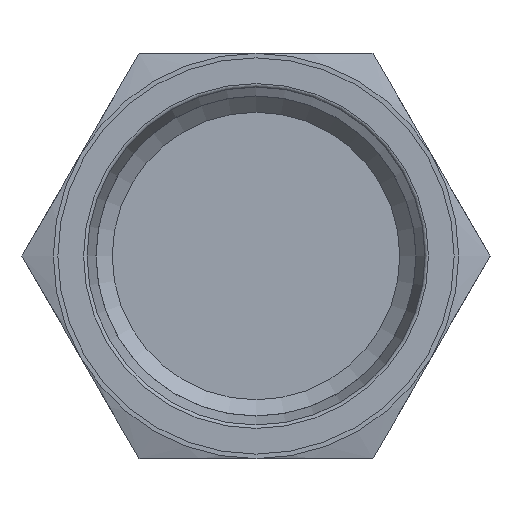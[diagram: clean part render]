
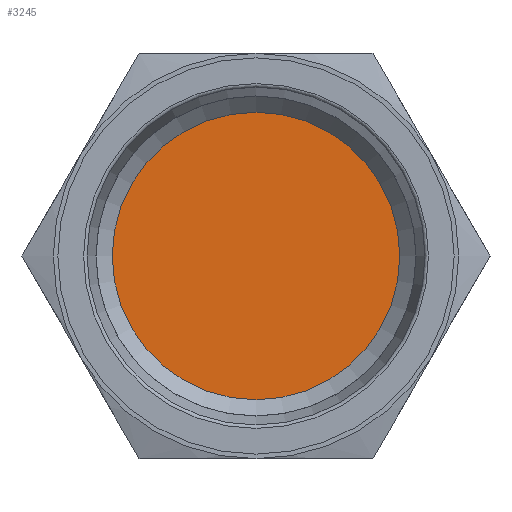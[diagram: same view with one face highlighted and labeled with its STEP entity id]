
A CAD part, left-side view. The second image highlights one B-rep face of the part: STEP entity #3245.
In plain terms, the highlighted planar face has unit normal (-1, 0, 0).
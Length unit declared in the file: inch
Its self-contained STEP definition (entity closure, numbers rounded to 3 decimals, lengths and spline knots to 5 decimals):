
#3162=CARTESIAN_POINT('',(0.9,0.0,0.399));
#3163=VERTEX_POINT('',#3162);
#3164=CARTESIAN_POINT('',(0.9,0.0,0.0));
#3165=DIRECTION('',(-1.0,0.0,0.0));
#3166=DIRECTION('',(0.0,0.0,1.0));
#3167=AXIS2_PLACEMENT_3D('',#3164,#3165,#3166);
#3168=CIRCLE('',#3167,0.399);
#3169=EDGE_CURVE('',#3163,#3163,#3168,.T.);
#3237=CARTESIAN_POINT('',(0.9,0.399,0.0));
#3238=DIRECTION('',(1.0,0.0,0.0));
#3239=DIRECTION('',(0.0,0.0,-1.0));
#3240=AXIS2_PLACEMENT_3D('',#3237,#3238,#3239);
#3241=PLANE('',#3240);
#3242=ORIENTED_EDGE('',*,*,#3169,.T.);
#3243=EDGE_LOOP('',(#3242));
#3244=FACE_OUTER_BOUND('',#3243,.T.);
#3245=ADVANCED_FACE('',(#3244),#3241,.F.);
